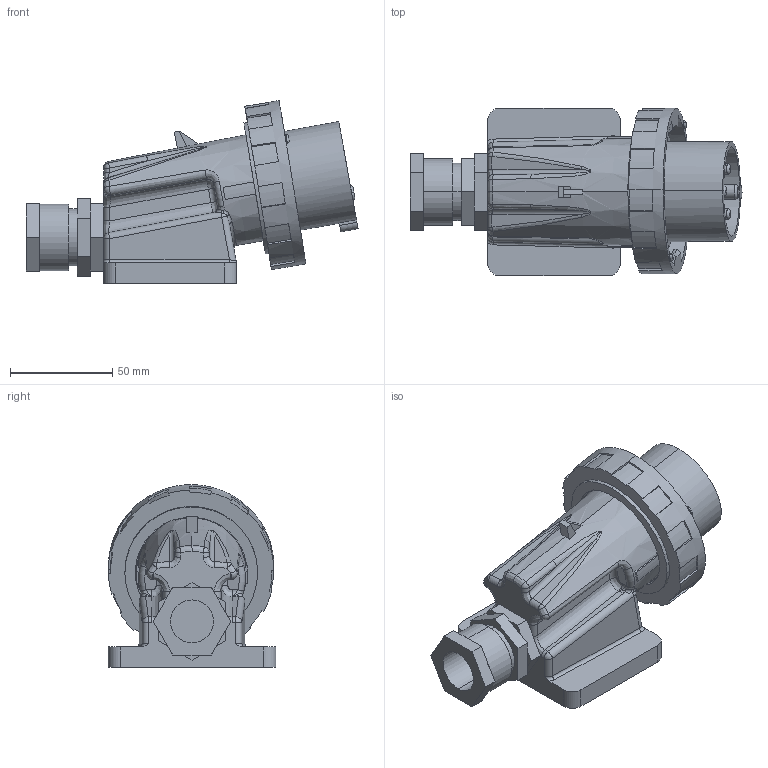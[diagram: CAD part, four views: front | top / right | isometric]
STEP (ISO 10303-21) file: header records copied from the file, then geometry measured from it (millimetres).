
FILE_DESCRIPTION((''),'2;1');
FILE_NAME('GW60430_ASM','2021-09-29T11:32:39',('User'),('Axiro Italia'),'CREO PARAMETRIC BY PTC INC, 2020354','CREO PARAMETRIC BY PTC INC, 2020354','');
FILE_SCHEMA(('CONFIG_CONTROL_DESIGN'));
Length unit declared in the file: millimetre
Products named in the file (4): GW60430_COMPONENTE_A_OR; GW60430_COMPONENTE_B_OR; GW60430_COMPONENTE_C_OR; GW60430_ASM
Assembly tree (3 placements, depth 2):
  GW60430_ASM
    GW60430_COMPONENTE_A_OR
    GW60430_COMPONENTE_B_OR
    GW60430_COMPONENTE_C_OR
Bounding box: 162.51 x 82 x 89.43 mm (x, y, z)
Volume: 156013.9 mm3; surface area: 97422.7 mm2
Topology: 3 solids, 3 shells, 448 faces, 1124 edges, 713 vertices
Faces by surface type: plane 225, cylinder 129, bspline 44, cone 23, torus 11, sphere 10, extrusion 6
Entity records: 17244 total; most frequent: CARTESIAN_POINT 6528, ORIENTED_EDGE 2248, DIRECTION 2195, EDGE_CURVE 1124, AXIS2_PLACEMENT_3D 811, VERTEX_POINT 713, VECTOR 573, LINE 567
